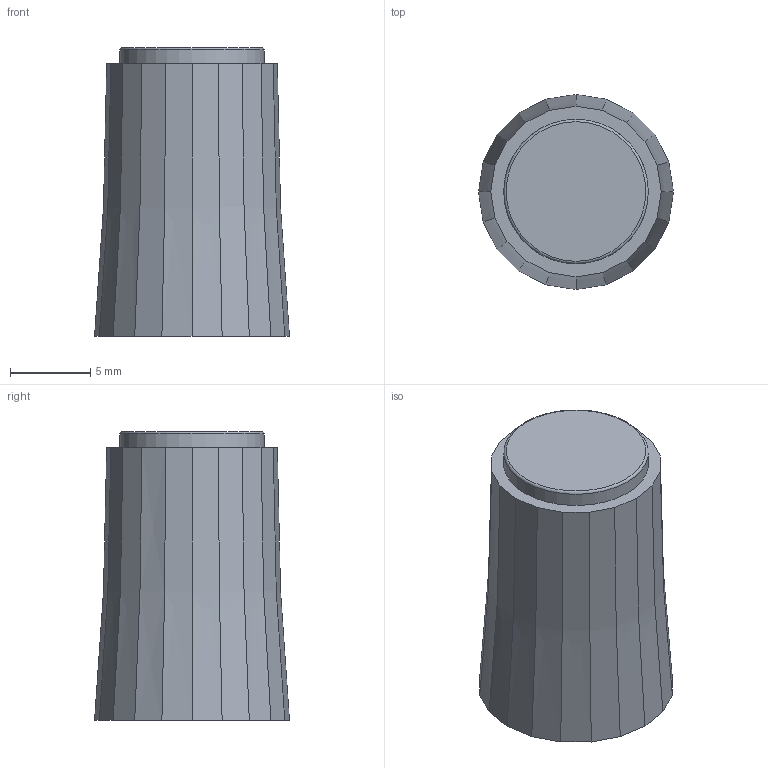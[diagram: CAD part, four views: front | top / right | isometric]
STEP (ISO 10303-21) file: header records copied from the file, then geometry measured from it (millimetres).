
FILE_DESCRIPTION(('FreeCAD Model'),'2;1');
FILE_NAME('Open CASCADE Shape Model','2024-03-19T09:33:22',('FreeCAD'),( 'FreeCAD'),'Open CASCADE STEP processor 7.6','FreeCAD','Unknown');
FILE_SCHEMA(('AUTOMOTIVE_DESIGN { 1 0 10303 214 1 1 1 1 }'));
Length unit declared in the file: millimetre
Products named in the file (1): Open CASCADE STEP translator 7.6 1
Bounding box: 12.15 x 12.15 x 18 mm (x, y, z)
Volume: 1090.2 mm3; surface area: 1357 mm2
Topology: 1 solids, 1 shells, 134 faces, 375 edges, 245 vertices
Faces by surface type: bspline 60, plane 59, cone 7, cylinder 6, torus 2
Entity records: 9615 total; most frequent: CARTESIAN_POINT 6774, ORIENTED_EDGE 750, EDGE_CURVE 375, DIRECTION 336, VERTEX_POINT 245, B_SPLINE_CURVE_WITH_KNOTS 236, FACE_BOUND 136, EDGE_LOOP 136
